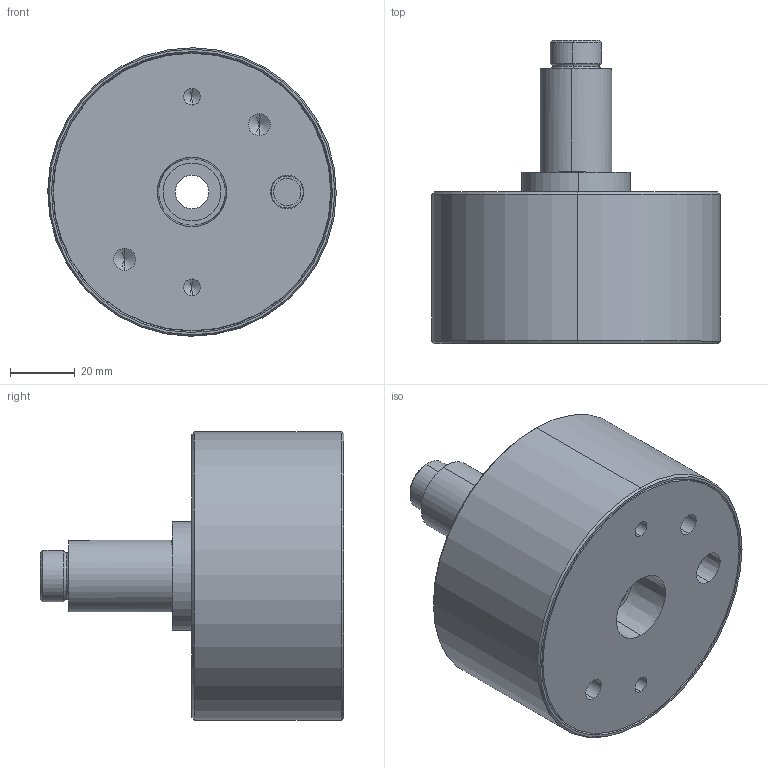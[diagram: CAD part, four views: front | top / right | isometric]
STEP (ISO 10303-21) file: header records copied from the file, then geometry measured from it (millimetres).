
FILE_DESCRIPTION (( 'STEP AP214' ), '1' );
FILE_NAME ('CTSC-001763.STEP', '2025-07-23T17:20:43', ( '' ), ( '' ), 'SwSTEP 2.0', 'SolidWorks 2023', '' );
FILE_SCHEMA (( 'AUTOMOTIVE_DESIGN' ));
Length unit declared in the file: inch
Products named in the file (1): CTSC-001763
Bounding box: 88.9 x 93.47 x 88.9 mm (x, y, z)
Volume: 294081 mm3; surface area: 43187.2 mm2
Topology: 1 solids, 1 shells, 76 faces, 173 edges, 104 vertices
Faces by surface type: cylinder 30, cone 21, plane 19, torus 6
Entity records: 3102 total; most frequent: DIRECTION 403, CARTESIAN_POINT 399, ORIENTED_EDGE 330, AXIS2_PLACEMENT_3D 168, EDGE_CURVE 165, VERTEX_POINT 104, EDGE_LOOP 91, CIRCLE 91
